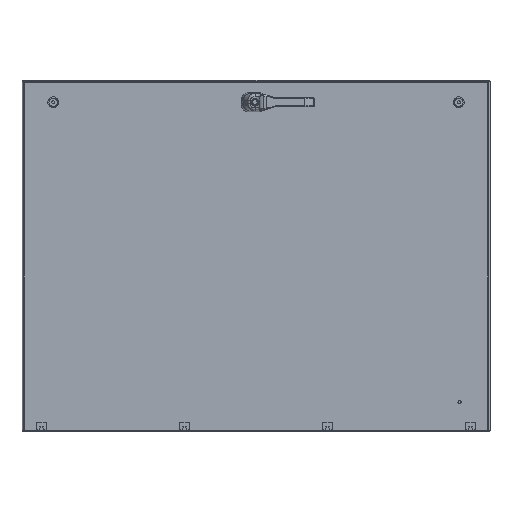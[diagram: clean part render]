
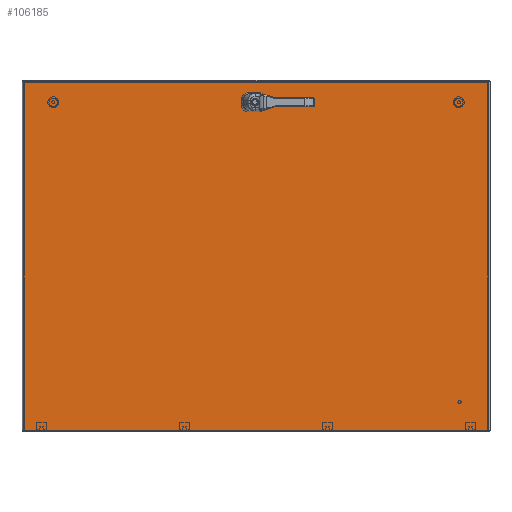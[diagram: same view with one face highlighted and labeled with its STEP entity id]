
A CAD part, top view. The second image highlights one B-rep face of the part: STEP entity #106185.
In plain terms, the highlighted planar face has unit normal (0, 0, 1).
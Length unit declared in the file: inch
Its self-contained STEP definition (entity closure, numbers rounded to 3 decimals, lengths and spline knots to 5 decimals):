
#1157 = CARTESIAN_POINT ( 'NONE',  ( 47.69575, 35.76975, 16.9175 ) ) ;
#1595 = EDGE_CURVE ( 'NONE', #113685, #58680, #71429, .T. ) ;
#3439 = DIRECTION ( 'NONE',  ( 1., 0., 0. ) ) ;
#4679 = CARTESIAN_POINT ( 'NONE',  ( 23.926, 33.75, 16.9175 ) ) ;
#5226 = DIRECTION ( 'NONE',  ( 0., 0., -1. ) ) ;
#7361 = ORIENTED_EDGE ( 'NONE', *, *, #92351, .T. ) ;
#7531 = VECTOR ( 'NONE', #97071, 39.37008 ) ;
#8572 = CIRCLE ( 'NONE', #96791, 0.453 ) ;
#12721 = CARTESIAN_POINT ( 'NONE',  ( 0.15625, 0.10525, 16.9175 ) ) ;
#17624 = CARTESIAN_POINT ( 'NONE',  ( 23.71338, 33.35, 16.9175 ) ) ;
#19338 = CARTESIAN_POINT ( 'NONE',  ( 23.926, 17.9375, 16.9175 ) ) ;
#20353 = ORIENTED_EDGE ( 'NONE', *, *, #33104, .T. ) ;
#20741 = CARTESIAN_POINT ( 'NONE',  ( 47.69575, 17.9375, 16.9175 ) ) ;
#27047 = ORIENTED_EDGE ( 'NONE', *, *, #35766, .T. ) ;
#27183 = VERTEX_POINT ( 'NONE', #50992 ) ;
#27690 = ORIENTED_EDGE ( 'NONE', *, *, #94369, .T. ) ;
#29602 = EDGE_CURVE ( 'NONE', #27183, #122054, #78692, .T. ) ;
#29972 = VECTOR ( 'NONE', #128553, 39.37008 ) ;
#33104 = EDGE_CURVE ( 'NONE', #60383, #63610, #100492, .T. ) ;
#34984 = EDGE_CURVE ( 'NONE', #119985, #98350, #132163, .T. ) ;
#35669 = CARTESIAN_POINT ( 'NONE',  ( 24.326, 33.53738, 16.9175 ) ) ;
#35766 = EDGE_CURVE ( 'NONE', #63610, #131892, #8572, .T. ) ;
#36311 = CARTESIAN_POINT ( 'NONE',  ( 23.526, 33.96262, 16.9175 ) ) ;
#36359 = CARTESIAN_POINT ( 'NONE',  ( 23.926, 35.76975, 16.9175 ) ) ;
#36375 = DIRECTION ( 'NONE',  ( 0., -1., 0. ) ) ;
#36803 = CIRCLE ( 'NONE', #118298, 0.453 ) ;
#38374 = CIRCLE ( 'NONE', #74637, 0.453 ) ;
#40620 = VECTOR ( 'NONE', #70785, 39.37008 ) ;
#41137 = VERTEX_POINT ( 'NONE', #124697 ) ;
#41766 = CARTESIAN_POINT ( 'NONE',  ( 0.15625, 17.9375, 16.9175 ) ) ;
#44033 = DIRECTION ( 'NONE',  ( 0., -1., 0. ) ) ;
#46001 = DIRECTION ( 'NONE',  ( -1., 0., 0. ) ) ;
#46195 = CARTESIAN_POINT ( 'NONE',  ( 24.13862, 33.35, 16.9175 ) ) ;
#46269 = CARTESIAN_POINT ( 'NONE',  ( 23.526, 33.96262, 16.9175 ) ) ;
#49629 = DIRECTION ( 'NONE',  ( 0., 0., -1. ) ) ;
#50067 = EDGE_CURVE ( 'NONE', #41137, #96509, #89631, .T. ) ;
#50532 = ORIENTED_EDGE ( 'NONE', *, *, #50067, .F. ) ;
#50992 = CARTESIAN_POINT ( 'NONE',  ( 47.69575, 0.10525, 16.9175 ) ) ;
#51704 = CARTESIAN_POINT ( 'NONE',  ( 23.926, 33.75, 16.9175 ) ) ;
#54467 = LINE ( 'NONE', #41766, #7531 ) ;
#58680 = VERTEX_POINT ( 'NONE', #100349 ) ;
#59444 = AXIS2_PLACEMENT_3D ( 'NONE', #19338, #119911, #44033 ) ;
#60383 = VERTEX_POINT ( 'NONE', #61886 ) ;
#60856 = ORIENTED_EDGE ( 'NONE', *, *, #133998, .F. ) ;
#61886 = CARTESIAN_POINT ( 'NONE',  ( 23.71338, 34.15, 16.9175 ) ) ;
#63459 = LINE ( 'NONE', #127440, #40620 ) ;
#63610 = VERTEX_POINT ( 'NONE', #100814 ) ;
#63621 = CIRCLE ( 'NONE', #99925, 0.453 ) ;
#69625 = CARTESIAN_POINT ( 'NONE',  ( 23.926, 33.75, 16.9175 ) ) ;
#70785 = DIRECTION ( 'NONE',  ( 0., -1., 0. ) ) ;
#71429 = LINE ( 'NONE', #17624, #126922 ) ;
#72314 = ORIENTED_EDGE ( 'NONE', *, *, #134332, .T. ) ;
#72360 = EDGE_LOOP ( 'NONE', ( #139618, #50532, #60856, #135874 ) ) ;
#74543 = PLANE ( 'NONE',  #59444 ) ;
#74637 = AXIS2_PLACEMENT_3D ( 'NONE', #69625, #5226, #36375 ) ;
#75508 = EDGE_CURVE ( 'NONE', #131892, #106810, #63459, .T. ) ;
#78692 = LINE ( 'NONE', #99187, #113500 ) ;
#79287 = CARTESIAN_POINT ( 'NONE',  ( 24.13862, 34.15, 16.9175 ) ) ;
#80065 = DIRECTION ( 'NONE',  ( -1., 0., 0. ) ) ;
#83117 = FACE_BOUND ( 'NONE', #108414, .T. ) ;
#83331 = CARTESIAN_POINT ( 'NONE',  ( 23.926, 33.75, 16.9175 ) ) ;
#84043 = DIRECTION ( 'NONE',  ( 0., 0., -1. ) ) ;
#84641 = ORIENTED_EDGE ( 'NONE', *, *, #75508, .T. ) ;
#87458 = CARTESIAN_POINT ( 'NONE',  ( 23.526, 33.53738, 16.9175 ) ) ;
#88054 = LINE ( 'NONE', #20741, #29972 ) ;
#88313 = EDGE_CURVE ( 'NONE', #96509, #27183, #88054, .T. ) ;
#89631 = LINE ( 'NONE', #36359, #136818 ) ;
#90181 = VECTOR ( 'NONE', #133530, 39.37008 ) ;
#91164 = DIRECTION ( 'NONE',  ( 0., 0., -1. ) ) ;
#92351 = EDGE_CURVE ( 'NONE', #106810, #113685, #38374, .T. ) ;
#94369 = EDGE_CURVE ( 'NONE', #58680, #119985, #63621, .T. ) ;
#96509 = VERTEX_POINT ( 'NONE', #1157 ) ;
#96791 = AXIS2_PLACEMENT_3D ( 'NONE', #4679, #91164, #113795 ) ;
#97071 = DIRECTION ( 'NONE',  ( 0., 1., 0. ) ) ;
#98350 = VERTEX_POINT ( 'NONE', #46269 ) ;
#99187 = CARTESIAN_POINT ( 'NONE',  ( 23.926, 0.10525, 16.9175 ) ) ;
#99925 = AXIS2_PLACEMENT_3D ( 'NONE', #51704, #49629, #124883 ) ;
#100349 = CARTESIAN_POINT ( 'NONE',  ( 23.71338, 33.35, 16.9175 ) ) ;
#100492 = LINE ( 'NONE', #79287, #105352 ) ;
#100814 = CARTESIAN_POINT ( 'NONE',  ( 24.13862, 34.15, 16.9175 ) ) ;
#100894 = DIRECTION ( 'NONE',  ( 1., 0., 0. ) ) ;
#105047 = FACE_OUTER_BOUND ( 'NONE', #72360, .T. ) ;
#105352 = VECTOR ( 'NONE', #3439, 39.37008 ) ;
#106185 = ADVANCED_FACE ( 'NONE', ( #83117, #105047 ), #74543, .F. ) ;
#106810 = VERTEX_POINT ( 'NONE', #35669 ) ;
#108414 = EDGE_LOOP ( 'NONE', ( #117595, #72314, #20353, #27047, #84641, #7361, #114601, #27690 ) ) ;
#113500 = VECTOR ( 'NONE', #46001, 39.37008 ) ;
#113685 = VERTEX_POINT ( 'NONE', #46195 ) ;
#113795 = DIRECTION ( 'NONE',  ( 0., -1., 0. ) ) ;
#114601 = ORIENTED_EDGE ( 'NONE', *, *, #1595, .T. ) ;
#116041 = CARTESIAN_POINT ( 'NONE',  ( 24.326, 33.96262, 16.9175 ) ) ;
#117595 = ORIENTED_EDGE ( 'NONE', *, *, #34984, .T. ) ;
#118298 = AXIS2_PLACEMENT_3D ( 'NONE', #83331, #84043, #129434 ) ;
#119911 = DIRECTION ( 'NONE',  ( 0., 0., -1. ) ) ;
#119985 = VERTEX_POINT ( 'NONE', #87458 ) ;
#122054 = VERTEX_POINT ( 'NONE', #12721 ) ;
#124697 = CARTESIAN_POINT ( 'NONE',  ( 0.15625, 35.76975, 16.9175 ) ) ;
#124883 = DIRECTION ( 'NONE',  ( 0., -1., 0. ) ) ;
#126922 = VECTOR ( 'NONE', #80065, 39.37008 ) ;
#127440 = CARTESIAN_POINT ( 'NONE',  ( 24.326, 33.53738, 16.9175 ) ) ;
#128553 = DIRECTION ( 'NONE',  ( 0., -1., 0. ) ) ;
#129434 = DIRECTION ( 'NONE',  ( 0., -1., 0. ) ) ;
#131892 = VERTEX_POINT ( 'NONE', #116041 ) ;
#132163 = LINE ( 'NONE', #36311, #90181 ) ;
#133530 = DIRECTION ( 'NONE',  ( 0., 1., 0. ) ) ;
#133998 = EDGE_CURVE ( 'NONE', #122054, #41137, #54467, .T. ) ;
#134332 = EDGE_CURVE ( 'NONE', #98350, #60383, #36803, .T. ) ;
#135874 = ORIENTED_EDGE ( 'NONE', *, *, #29602, .F. ) ;
#136818 = VECTOR ( 'NONE', #100894, 39.37008 ) ;
#139618 = ORIENTED_EDGE ( 'NONE', *, *, #88313, .F. ) ;
